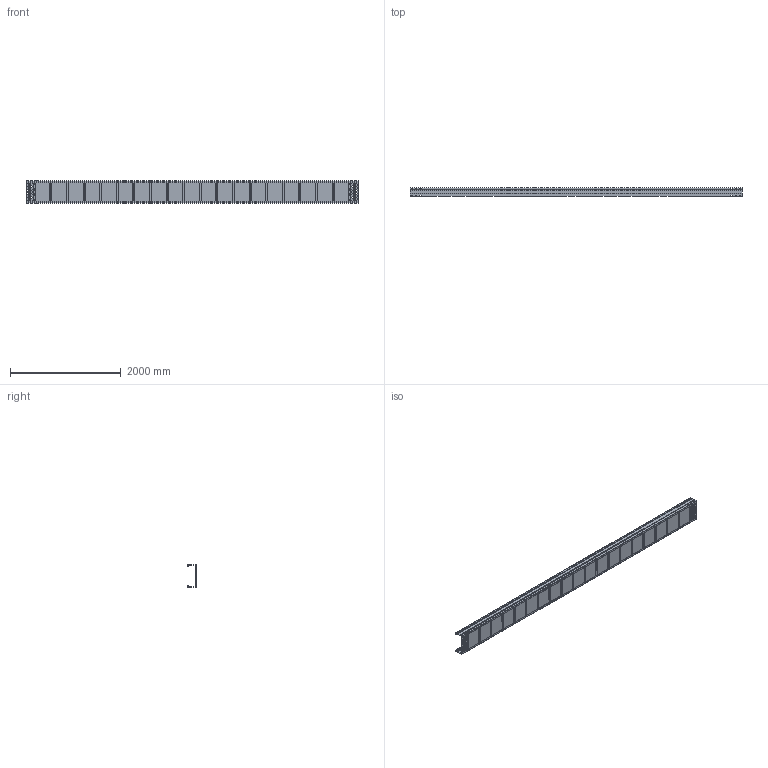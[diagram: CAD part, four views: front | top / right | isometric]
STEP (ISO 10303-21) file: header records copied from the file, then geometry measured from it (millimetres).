
FILE_DESCRIPTION((''),'2;1');
FILE_NAME('6098509_ASM','2012-12-14T',('AndreasKeweloh'),(''),'PRO/ENGINEER BY PARAMETRIC TECHNOLOGY CORPORATION, 2012230','PRO/ENGINEER BY PARAMETRIC TECHNOLOGY CORPORATION, 2012230','');
FILE_SCHEMA(('CONFIG_CONTROL_DESIGN'));
Length unit declared in the file: millimetre
Products named in the file (3): 6098505_LEITERHOLM; 6098119_BODEN; 6098509_ASM
Assembly tree (3 placements, depth 2):
  6098509_ASM
    6098505_LEITERHOLM  x2
    6098119_BODEN
Bounding box: 6000 x 160 x 400 mm (x, y, z)
Volume: 8927696 mm3; surface area: 10197371.6 mm2
Topology: 3 solids, 3 shells, 834 faces, 2484 edges, 1656 vertices
Faces by surface type: cylinder 420, plane 414
Entity records: 24127 total; most frequent: CARTESIAN_POINT 4313, ORIENTED_EDGE 4176, DIRECTION 4136, EDGE_CURVE 2088, VERTEX_POINT 1392, VECTOR 1388, LINE 1388, AXIS2_PLACEMENT_3D 1374
